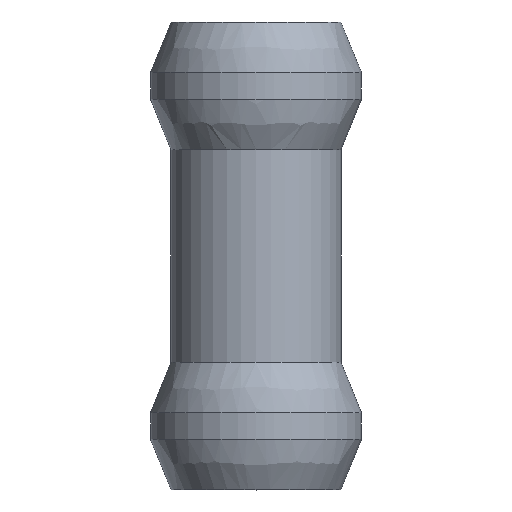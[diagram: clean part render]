
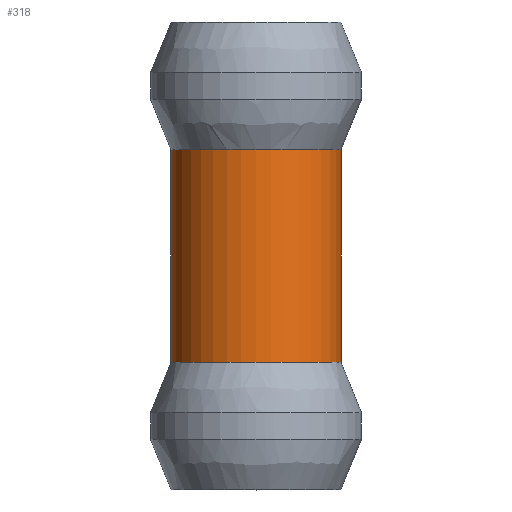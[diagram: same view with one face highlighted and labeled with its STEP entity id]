
A CAD part, top view. The second image highlights one B-rep face of the part: STEP entity #318.
In plain terms, the highlighted cylindrical face has radius 12.7 mm (diameter 25.4 mm), a full revolution.
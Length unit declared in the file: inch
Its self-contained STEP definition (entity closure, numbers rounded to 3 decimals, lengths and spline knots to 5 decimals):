
#45 = ORIENTED_EDGE ( 'NONE', *, *, #354, .F. ) ;
#51 = CARTESIAN_POINT ( 'NONE',  ( 0., 1.625, 0. ) ) ;
#58 = VERTEX_POINT ( 'NONE', #499 ) ;
#92 = DIRECTION ( 'NONE',  ( 0., 1., 0. ) ) ;
#97 = AXIS2_PLACEMENT_3D ( 'NONE', #421, #92, #500 ) ;
#122 = AXIS2_PLACEMENT_3D ( 'NONE', #293, #453, #496 ) ;
#132 = CYLINDRICAL_SURFACE ( 'NONE', #97, 0.5 ) ;
#134 = FACE_OUTER_BOUND ( 'NONE', #263, .T. ) ;
#135 = EDGE_LOOP ( 'NONE', ( #448 ) ) ;
#174 = CARTESIAN_POINT ( 'NONE',  ( 0., 0.375, 0.5 ) ) ;
#206 = DIRECTION ( 'NONE',  ( 0., 0., 1. ) ) ;
#221 = DIRECTION ( 'NONE',  ( 0., 1., 0. ) ) ;
#229 = AXIS2_PLACEMENT_3D ( 'NONE', #51, #221, #206 ) ;
#246 = CIRCLE ( 'NONE', #122, 0.5 ) ;
#255 = VERTEX_POINT ( 'NONE', #174 ) ;
#263 = EDGE_LOOP ( 'NONE', ( #45 ) ) ;
#269 = EDGE_CURVE ( 'NONE', #255, #255, #246, .T. ) ;
#293 = CARTESIAN_POINT ( 'NONE',  ( 0., 0.375, 0. ) ) ;
#318 = ADVANCED_FACE ( 'NONE', ( #343, #134 ), #132, .T. ) ;
#343 = FACE_OUTER_BOUND ( 'NONE', #135, .T. ) ;
#354 = EDGE_CURVE ( 'NONE', #58, #58, #477, .T. ) ;
#421 = CARTESIAN_POINT ( 'NONE',  ( 0., 2.375, 0. ) ) ;
#448 = ORIENTED_EDGE ( 'NONE', *, *, #269, .F. ) ;
#453 = DIRECTION ( 'NONE',  ( 0., -1., 0. ) ) ;
#477 = CIRCLE ( 'NONE', #229, 0.5 ) ;
#496 = DIRECTION ( 'NONE',  ( 0., 0., 1. ) ) ;
#499 = CARTESIAN_POINT ( 'NONE',  ( 0., 1.625, 0.5 ) ) ;
#500 = DIRECTION ( 'NONE',  ( 0., 0., 1. ) ) ;
